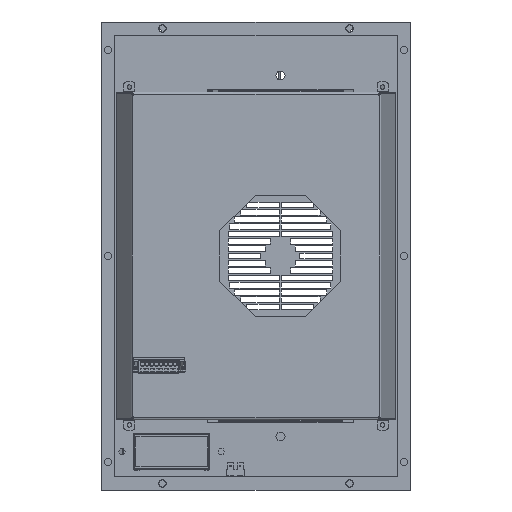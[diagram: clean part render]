
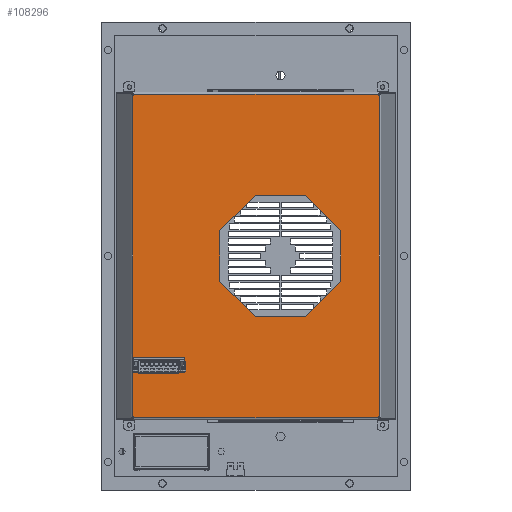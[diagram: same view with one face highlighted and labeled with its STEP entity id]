
A CAD part, front view. The second image highlights one B-rep face of the part: STEP entity #108296.
In plain terms, the highlighted planar face has unit normal (0, -1, 0).
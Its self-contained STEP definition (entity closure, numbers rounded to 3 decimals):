
#105362=DIRECTION('',(-0.707,0.,0.707));
#105363=VECTOR('',#105362,0.5);
#105364=CARTESIAN_POINT('',(105.569,0.,-172.293));
#105365=LINE('',#105364,#105363);
#105366=DIRECTION('',(-0.707,0.,-0.707));
#105367=VECTOR('',#105366,1.);
#105368=CARTESIAN_POINT('',(105.215,0.,-171.939));
#105369=LINE('',#105368,#105367);
#105370=DIRECTION('',(0.707,0.,-0.707));
#105371=VECTOR('',#105370,0.5);
#105372=CARTESIAN_POINT('',(104.508,0.,-172.646));
#105373=LINE('',#105372,#105371);
#105374=DIRECTION('',(0.707,0.,0.707));
#105375=VECTOR('',#105374,0.5);
#105376=CARTESIAN_POINT('',(-156.862,0.,-173.));
#105377=LINE('',#105376,#105375);
#105378=DIRECTION('',(-0.707,0.,0.707));
#105379=VECTOR('',#105378,1.);
#105380=CARTESIAN_POINT('',(-156.508,0.,-172.646));
#105381=LINE('',#105380,#105379);
#105382=DIRECTION('',(-0.707,0.,-0.707));
#105383=VECTOR('',#105382,0.5);
#105384=CARTESIAN_POINT('',(-157.215,0.,-171.939));
#105385=LINE('',#105384,#105383);
#105386=DIRECTION('',(0.707,0.,-0.707));
#105387=VECTOR('',#105386,0.5);
#105388=CARTESIAN_POINT('',(-157.569,0.,172.293));
#105389=LINE('',#105388,#105387);
#105390=DIRECTION('',(0.707,0.,0.707));
#105391=VECTOR('',#105390,1.);
#105392=CARTESIAN_POINT('',(-157.215,0.,171.939));
#105393=LINE('',#105392,#105391);
#105394=DIRECTION('',(-0.707,0.,0.707));
#105395=VECTOR('',#105394,0.5);
#105396=CARTESIAN_POINT('',(-156.508,0.,172.646));
#105397=LINE('',#105396,#105395);
#105398=DIRECTION('',(-0.707,0.,-0.707));
#105399=VECTOR('',#105398,0.5);
#105400=CARTESIAN_POINT('',(104.862,0.,173.));
#105401=LINE('',#105400,#105399);
#105402=DIRECTION('',(0.707,0.,-0.707));
#105403=VECTOR('',#105402,1.);
#105404=CARTESIAN_POINT('',(104.508,0.,172.646));
#105405=LINE('',#105404,#105403);
#105406=DIRECTION('',(0.707,0.,0.707));
#105407=VECTOR('',#105406,0.5);
#105408=CARTESIAN_POINT('',(105.215,0.,171.939));
#105409=LINE('',#105408,#105407);
#105410=DIRECTION('',(-0.707,0.,0.707));
#105411=VECTOR('',#105410,53.576);
#105412=CARTESIAN_POINT('',(64.672,0.,26.788));
#105413=LINE('',#105412,#105411);
#105414=DIRECTION('',(-1.,0.,0.));
#105415=VECTOR('',#105414,53.576);
#105416=CARTESIAN_POINT('',(26.788,0.,64.672));
#105417=LINE('',#105416,#105415);
#105418=DIRECTION('',(-0.707,0.,-0.707));
#105419=VECTOR('',#105418,53.576);
#105420=CARTESIAN_POINT('',(-26.788,0.,64.672));
#105421=LINE('',#105420,#105419);
#105422=DIRECTION('',(0.,0.,-1.));
#105423=VECTOR('',#105422,53.576);
#105424=CARTESIAN_POINT('',(-64.672,0.,26.788));
#105425=LINE('',#105424,#105423);
#105426=DIRECTION('',(0.707,0.,-0.707));
#105427=VECTOR('',#105426,53.576);
#105428=CARTESIAN_POINT('',(-64.672,0.,-26.788));
#105429=LINE('',#105428,#105427);
#105430=DIRECTION('',(1.,0.,0.));
#105431=VECTOR('',#105430,53.576);
#105432=CARTESIAN_POINT('',(-26.788,0.,-64.672));
#105433=LINE('',#105432,#105431);
#105434=DIRECTION('',(0.707,0.,0.707));
#105435=VECTOR('',#105434,53.576);
#105436=CARTESIAN_POINT('',(26.788,0.,-64.672));
#105437=LINE('',#105436,#105435);
#105438=DIRECTION('',(0.,0.,1.));
#105439=VECTOR('',#105438,53.576);
#105440=CARTESIAN_POINT('',(64.672,0.,-26.788));
#105441=LINE('',#105440,#105439);
#105442=DIRECTION('',(1.,0.,0.));
#105443=VECTOR('',#105442,54.529);
#105444=CARTESIAN_POINT('',(-156.964,0.,-124.3));
#105445=LINE('',#105444,#105443);
#105446=DIRECTION('',(0.,0.,1.));
#105447=VECTOR('',#105446,15.6);
#105448=CARTESIAN_POINT('',(-102.436,0.,-124.3));
#105449=LINE('',#105448,#105447);
#105450=DIRECTION('',(-1.,0.,0.));
#105451=VECTOR('',#105450,54.529);
#105452=CARTESIAN_POINT('',(-102.436,0.,-108.7));
#105453=LINE('',#105452,#105451);
#105454=DIRECTION('',(0.,0.,-1.));
#105455=VECTOR('',#105454,15.6);
#105456=CARTESIAN_POINT('',(-156.964,0.,-108.7));
#105457=LINE('',#105456,#105455);
#105473=DIRECTION('',(0.,0.,1.));
#105474=VECTOR('',#105473,344.586);
#105475=CARTESIAN_POINT('',(105.569,0.,-172.293));
#105476=LINE('',#105475,#105474);
#105726=DIRECTION('',(0.,0.,-1.));
#105727=VECTOR('',#105726,344.586);
#105728=CARTESIAN_POINT('',(-157.569,0.,172.293));
#105729=LINE('',#105728,#105727);
#105770=DIRECTION('',(1.,0.,0.));
#105771=VECTOR('',#105770,261.724);
#105772=CARTESIAN_POINT('',(-156.862,0.,-173.));
#105773=LINE('',#105772,#105771);
#107598=DIRECTION('',(-1.,0.,0.));
#107599=VECTOR('',#107598,261.724);
#107600=CARTESIAN_POINT('',(104.862,0.,173.));
#107601=LINE('',#107600,#107599);
#107602=CARTESIAN_POINT('',(105.569,0.,-172.293));
#107603=CARTESIAN_POINT('',(105.215,0.,-171.939));
#107604=VERTEX_POINT('',#107602);
#107605=VERTEX_POINT('',#107603);
#107606=CARTESIAN_POINT('',(104.508,0.,-172.646));
#107607=VERTEX_POINT('',#107606);
#107608=CARTESIAN_POINT('',(104.862,0.,-173.));
#107609=VERTEX_POINT('',#107608);
#107610=CARTESIAN_POINT('',(-156.862,0.,-173.));
#107611=VERTEX_POINT('',#107610);
#107612=CARTESIAN_POINT('',(-156.508,0.,-172.646));
#107613=VERTEX_POINT('',#107612);
#107614=CARTESIAN_POINT('',(-157.215,0.,-171.939));
#107615=VERTEX_POINT('',#107614);
#107616=CARTESIAN_POINT('',(-157.569,0.,-172.293));
#107617=VERTEX_POINT('',#107616);
#107618=CARTESIAN_POINT('',(-157.569,0.,172.293));
#107619=VERTEX_POINT('',#107618);
#107620=CARTESIAN_POINT('',(-157.215,0.,171.939));
#107621=VERTEX_POINT('',#107620);
#107622=CARTESIAN_POINT('',(-156.508,0.,172.646));
#107623=VERTEX_POINT('',#107622);
#107624=CARTESIAN_POINT('',(-156.862,0.,173.));
#107625=VERTEX_POINT('',#107624);
#107626=CARTESIAN_POINT('',(104.862,0.,173.));
#107627=VERTEX_POINT('',#107626);
#107628=CARTESIAN_POINT('',(104.508,0.,172.646));
#107629=VERTEX_POINT('',#107628);
#107630=CARTESIAN_POINT('',(105.215,0.,171.939));
#107631=VERTEX_POINT('',#107630);
#107632=CARTESIAN_POINT('',(105.569,0.,172.293));
#107633=VERTEX_POINT('',#107632);
#107634=CARTESIAN_POINT('',(64.672,0.,26.788));
#107635=CARTESIAN_POINT('',(26.788,0.,64.672));
#107636=VERTEX_POINT('',#107634);
#107637=VERTEX_POINT('',#107635);
#107638=CARTESIAN_POINT('',(-26.788,0.,64.672));
#107639=VERTEX_POINT('',#107638);
#107640=CARTESIAN_POINT('',(-64.672,0.,26.788));
#107641=VERTEX_POINT('',#107640);
#107642=CARTESIAN_POINT('',(-64.672,0.,-26.788));
#107643=VERTEX_POINT('',#107642);
#107644=CARTESIAN_POINT('',(-26.788,0.,-64.672));
#107645=VERTEX_POINT('',#107644);
#107646=CARTESIAN_POINT('',(26.788,0.,-64.672));
#107647=VERTEX_POINT('',#107646);
#107648=CARTESIAN_POINT('',(64.672,0.,-26.788));
#107649=VERTEX_POINT('',#107648);
#107650=CARTESIAN_POINT('',(-156.964,0.,-124.3));
#107651=CARTESIAN_POINT('',(-102.436,0.,-124.3));
#107652=VERTEX_POINT('',#107650);
#107653=VERTEX_POINT('',#107651);
#107654=CARTESIAN_POINT('',(-102.436,0.,-108.7));
#107655=VERTEX_POINT('',#107654);
#107656=CARTESIAN_POINT('',(-156.964,0.,-108.7));
#107657=VERTEX_POINT('',#107656);
#108229=CARTESIAN_POINT('',(0.,0.,0.));
#108230=DIRECTION('',(0.,1.,0.));
#108231=DIRECTION('',(-1.,0.,0.));
#108232=AXIS2_PLACEMENT_3D('',#108229,#108230,#108231);
#108233=PLANE('',#108232);
#108235=ORIENTED_EDGE('',*,*,#108234,.T.);
#108237=ORIENTED_EDGE('',*,*,#108236,.T.);
#108239=ORIENTED_EDGE('',*,*,#108238,.T.);
#108241=ORIENTED_EDGE('',*,*,#108240,.F.);
#108243=ORIENTED_EDGE('',*,*,#108242,.T.);
#108245=ORIENTED_EDGE('',*,*,#108244,.T.);
#108247=ORIENTED_EDGE('',*,*,#108246,.T.);
#108249=ORIENTED_EDGE('',*,*,#108248,.F.);
#108251=ORIENTED_EDGE('',*,*,#108250,.T.);
#108253=ORIENTED_EDGE('',*,*,#108252,.T.);
#108255=ORIENTED_EDGE('',*,*,#108254,.T.);
#108257=ORIENTED_EDGE('',*,*,#108256,.F.);
#108259=ORIENTED_EDGE('',*,*,#108258,.T.);
#108261=ORIENTED_EDGE('',*,*,#108260,.T.);
#108263=ORIENTED_EDGE('',*,*,#108262,.T.);
#108265=ORIENTED_EDGE('',*,*,#108264,.F.);
#108266=EDGE_LOOP('',(#108235,#108237,#108239,#108241,#108243,#108245,#108247,
#108249,#108251,#108253,#108255,#108257,#108259,#108261,#108263,#108265));
#108267=FACE_OUTER_BOUND('',#108266,.F.);
#108269=ORIENTED_EDGE('',*,*,#108268,.T.);
#108271=ORIENTED_EDGE('',*,*,#108270,.T.);
#108273=ORIENTED_EDGE('',*,*,#108272,.T.);
#108275=ORIENTED_EDGE('',*,*,#108274,.T.);
#108277=ORIENTED_EDGE('',*,*,#108276,.T.);
#108279=ORIENTED_EDGE('',*,*,#108278,.T.);
#108281=ORIENTED_EDGE('',*,*,#108280,.T.);
#108283=ORIENTED_EDGE('',*,*,#108282,.T.);
#108284=EDGE_LOOP('',(#108269,#108271,#108273,#108275,#108277,#108279,#108281,
#108283));
#108285=FACE_BOUND('',#108284,.F.);
#108287=ORIENTED_EDGE('',*,*,#108286,.T.);
#108289=ORIENTED_EDGE('',*,*,#108288,.T.);
#108291=ORIENTED_EDGE('',*,*,#108290,.T.);
#108293=ORIENTED_EDGE('',*,*,#108292,.T.);
#108294=EDGE_LOOP('',(#108287,#108289,#108291,#108293));
#108295=FACE_BOUND('',#108294,.F.);
#108296=ADVANCED_FACE('',(#108267,#108285,#108295),#108233,.F.);
#108234=EDGE_CURVE('',#107604,#107605,#105365,.T.);
#108236=EDGE_CURVE('',#107605,#107607,#105369,.T.);
#108238=EDGE_CURVE('',#107607,#107609,#105373,.T.);
#108240=EDGE_CURVE('',#107611,#107609,#105773,.T.);
#108242=EDGE_CURVE('',#107611,#107613,#105377,.T.);
#108244=EDGE_CURVE('',#107613,#107615,#105381,.T.);
#108246=EDGE_CURVE('',#107615,#107617,#105385,.T.);
#108248=EDGE_CURVE('',#107619,#107617,#105729,.T.);
#108250=EDGE_CURVE('',#107619,#107621,#105389,.T.);
#108252=EDGE_CURVE('',#107621,#107623,#105393,.T.);
#108254=EDGE_CURVE('',#107623,#107625,#105397,.T.);
#108256=EDGE_CURVE('',#107627,#107625,#107601,.T.);
#108258=EDGE_CURVE('',#107627,#107629,#105401,.T.);
#108260=EDGE_CURVE('',#107629,#107631,#105405,.T.);
#108262=EDGE_CURVE('',#107631,#107633,#105409,.T.);
#108264=EDGE_CURVE('',#107604,#107633,#105476,.T.);
#108268=EDGE_CURVE('',#107636,#107637,#105413,.T.);
#108270=EDGE_CURVE('',#107637,#107639,#105417,.T.);
#108272=EDGE_CURVE('',#107639,#107641,#105421,.T.);
#108274=EDGE_CURVE('',#107641,#107643,#105425,.T.);
#108276=EDGE_CURVE('',#107643,#107645,#105429,.T.);
#108278=EDGE_CURVE('',#107645,#107647,#105433,.T.);
#108280=EDGE_CURVE('',#107647,#107649,#105437,.T.);
#108282=EDGE_CURVE('',#107649,#107636,#105441,.T.);
#108286=EDGE_CURVE('',#107652,#107653,#105445,.T.);
#108288=EDGE_CURVE('',#107653,#107655,#105449,.T.);
#108290=EDGE_CURVE('',#107655,#107657,#105453,.T.);
#108292=EDGE_CURVE('',#107657,#107652,#105457,.T.);
